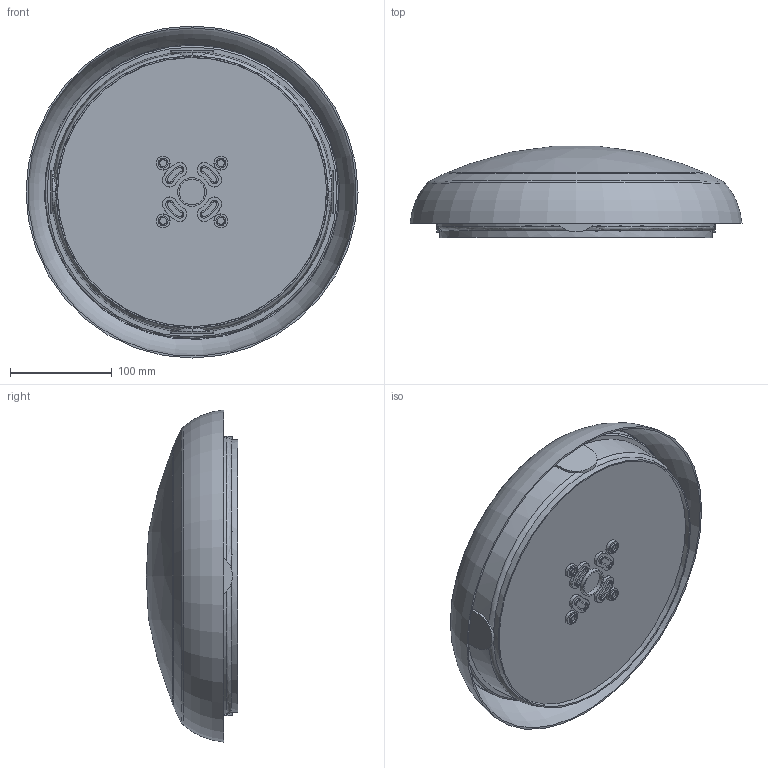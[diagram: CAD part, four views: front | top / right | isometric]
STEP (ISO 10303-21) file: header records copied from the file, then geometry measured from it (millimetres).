
FILE_DESCRIPTION (( 'STEP AP214' ), '1' );
FILE_NAME ('BLHK_CBO_RD.STEP', '2024-11-28T12:29:32', ( '' ), ( '' ), 'SwSTEP 2.0', 'SolidWorks 2022', '' );
FILE_SCHEMA (( 'AUTOMOTIVE_DESIGN' ));
Length unit declared in the file: millimetre
Products named in the file (1): BLHK_CBO_RD
Bounding box: 325.6 x 89.66 x 325.6 mm (x, y, z)
Volume: 517806.2 mm3; surface area: 509555.2 mm2
Topology: 3 solids, 3 shells, 153 faces, 388 edges, 275 vertices
Faces by surface type: cone 78, plane 47, torus 13, cylinder 10, sphere 5
Full cylindrical faces by diameter (mm): 25 x1, 28 x1
Entity records: 6445 total; most frequent: CARTESIAN_POINT 1246, DIRECTION 736, ORIENTED_EDGE 652, EDGE_CURVE 326, AXIS2_PLACEMENT_3D 324, VERTEX_POINT 250, EDGE_LOOP 226, CIRCLE 170
